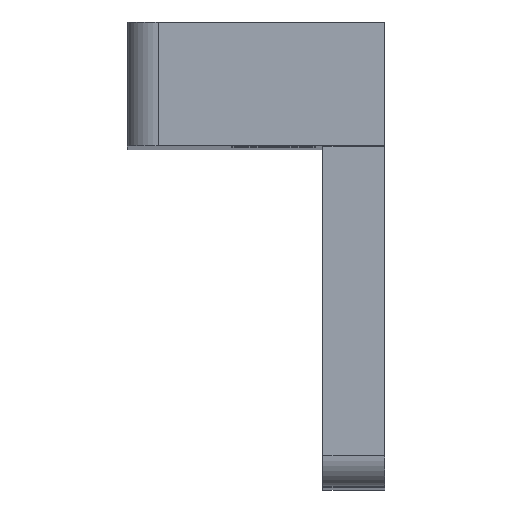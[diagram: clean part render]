
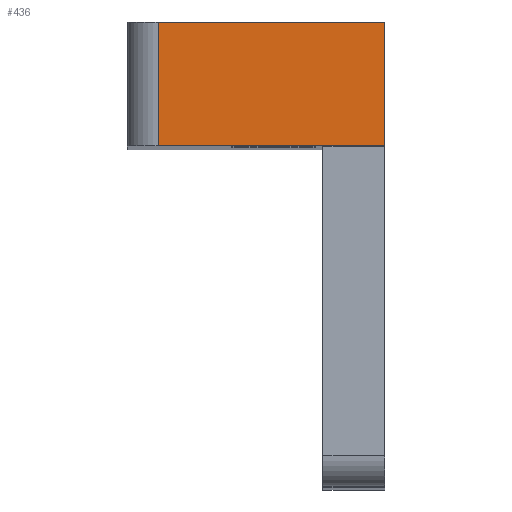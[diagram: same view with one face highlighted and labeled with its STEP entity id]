
A CAD part, top view. The second image highlights one B-rep face of the part: STEP entity #436.
In plain terms, the highlighted planar face has unit normal (0, 0, 1).
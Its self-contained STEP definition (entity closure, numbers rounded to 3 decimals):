
#51=LINE('',#695,#90);
#55=LINE('',#709,#94);
#56=LINE('',#711,#95);
#57=LINE('',#713,#96);
#90=VECTOR('',#556,1000.);
#94=VECTOR('',#570,1000.);
#95=VECTOR('',#571,1000.);
#96=VECTOR('',#572,1000.);
#148=ORIENTED_EDGE('',*,*,#254,.T.);
#149=ORIENTED_EDGE('',*,*,#261,.T.);
#150=ORIENTED_EDGE('',*,*,#262,.F.);
#151=ORIENTED_EDGE('',*,*,#263,.F.);
#254=EDGE_CURVE('',#310,#309,#51,.T.);
#261=EDGE_CURVE('',#309,#315,#55,.T.);
#262=EDGE_CURVE('',#316,#315,#56,.T.);
#263=EDGE_CURVE('',#310,#316,#57,.T.);
#309=VERTEX_POINT('',#694);
#310=VERTEX_POINT('',#696);
#315=VERTEX_POINT('',#710);
#316=VERTEX_POINT('',#712);
#357=EDGE_LOOP('',(#148,#149,#150,#151));
#392=FACE_BOUND('',#357,.T.);
#423=PLANE('',#482);
#436=ADVANCED_FACE('',(#392),#423,.F.);
#482=AXIS2_PLACEMENT_3D('',#708,#568,#569);
#556=DIRECTION('',(1.,0.,0.));
#568=DIRECTION('',(0.,0.,-1.));
#569=DIRECTION('',(0.,-1.,0.));
#570=DIRECTION('',(0.,1.,0.));
#571=DIRECTION('',(1.,0.,0.));
#572=DIRECTION('',(0.,1.,0.));
#694=CARTESIAN_POINT('',(0.883,64.087,123.993));
#695=CARTESIAN_POINT('',(-7.437,64.087,123.993));
#696=CARTESIAN_POINT('',(-6.437,64.087,123.993));
#708=CARTESIAN_POINT('',(-7.437,61.087,123.993));
#709=CARTESIAN_POINT('',(0.883,61.087,123.993));
#710=CARTESIAN_POINT('',(0.883,68.087,123.993));
#711=CARTESIAN_POINT('',(-7.437,68.087,123.993));
#712=CARTESIAN_POINT('',(-6.437,68.087,123.993));
#713=CARTESIAN_POINT('',(-6.437,61.087,123.993));
